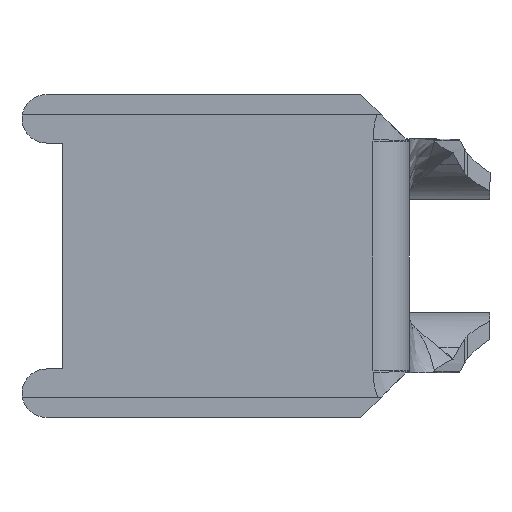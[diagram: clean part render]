
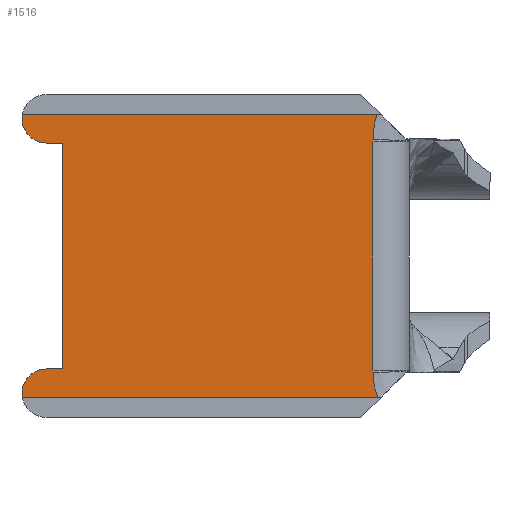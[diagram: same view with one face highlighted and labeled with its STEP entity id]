
A CAD part, left-side view. The second image highlights one B-rep face of the part: STEP entity #1516.
In plain terms, the highlighted planar face has unit normal (-1, 0, 0).
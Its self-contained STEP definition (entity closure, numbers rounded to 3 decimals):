
#14 = CARTESIAN_POINT ( 'NONE',  ( -4., 2.499, 31.896 ) ) ;
#48 = CIRCLE ( 'NONE', #1524, 3. ) ;
#50 = CARTESIAN_POINT ( 'NONE',  ( -4., 41., 31.5 ) ) ;
#76 = CARTESIAN_POINT ( 'NONE',  ( -4., 45.958, 35. ) ) ;
#129 = CARTESIAN_POINT ( 'NONE',  ( -4., 2.5, 31.732 ) ) ;
#131 = DIRECTION ( 'NONE',  ( 0., -1., 0. ) ) ;
#177 = CARTESIAN_POINT ( 'NONE',  ( -4., 46., 34.5 ) ) ;
#220 = DIRECTION ( 'NONE',  ( 0., 1., 0. ) ) ;
#259 = DIRECTION ( 'NONE',  ( 0., -1., 0. ) ) ;
#304 = DIRECTION ( 'NONE',  ( -1., 0., 0. ) ) ;
#404 = CARTESIAN_POINT ( 'NONE',  ( -4., -12., 31.5 ) ) ;
#467 = AXIS2_PLACEMENT_3D ( 'NONE', #3676, #2898, #4150 ) ;
#505 = VERTEX_POINT ( 'NONE', #5017 ) ;
#549 = ORIENTED_EDGE ( 'NONE', *, *, #3396, .T. ) ;
#723 = DIRECTION ( 'NONE',  ( 0., 1., 0. ) ) ;
#728 = DIRECTION ( 'NONE',  ( 0., 1., 0. ) ) ;
#819 = LINE ( 'NONE', #3872, #5163 ) ;
#850 = DIRECTION ( 'NONE',  ( 0., -1., 0. ) ) ;
#917 = CARTESIAN_POINT ( 'NONE',  ( -4., -12., 0. ) ) ;
#996 = ORIENTED_EDGE ( 'NONE', *, *, #4572, .T. ) ;
#1082 = CARTESIAN_POINT ( 'NONE',  ( -4., 2.012, 35. ) ) ;
#1115 = CARTESIAN_POINT ( 'NONE',  ( -4., -12., 35. ) ) ;
#1313 = CIRCLE ( 'NONE', #4125, 3. ) ;
#1331 = VERTEX_POINT ( 'NONE', #76 ) ;
#1399 = DIRECTION ( 'NONE',  ( -1., 0., 0. ) ) ;
#1410 = CARTESIAN_POINT ( 'NONE',  ( -4., 2.254, 1.004 ) ) ;
#1445 = EDGE_CURVE ( 'NONE', #1593, #2947, #3049, .T. ) ;
#1466 = CARTESIAN_POINT ( 'NONE',  ( -4., 2.494, 32.424 ) ) ;
#1516 = ADVANCED_FACE ( 'NONE', ( #5102 ), #3221, .F. ) ;
#1524 = AXIS2_PLACEMENT_3D ( 'NONE', #4396, #1399, #3142 ) ;
#1533 = ORIENTED_EDGE ( 'NONE', *, *, #2283, .T. ) ;
#1548 = ORIENTED_EDGE ( 'NONE', *, *, #2944, .F. ) ;
#1562 = CARTESIAN_POINT ( 'NONE',  ( -4., 2.012, 35. ) ) ;
#1587 = VECTOR ( 'NONE', #131, 1000. ) ;
#1593 = VERTEX_POINT ( 'NONE', #4474 ) ;
#1791 = CARTESIAN_POINT ( 'NONE',  ( -4., 2.496, 2.836 ) ) ;
#1834 = LINE ( 'NONE', #2295, #4231 ) ;
#1990 = CARTESIAN_POINT ( 'NONE',  ( -4., 43., 0.5 ) ) ;
#2061 = VERTEX_POINT ( 'NONE', #2402 ) ;
#2133 = VERTEX_POINT ( 'NONE', #50 ) ;
#2283 = EDGE_CURVE ( 'NONE', #505, #2947, #4367, .T. ) ;
#2289 = EDGE_CURVE ( 'NONE', #2133, #2061, #819, .T. ) ;
#2294 = EDGE_CURVE ( 'NONE', #4854, #3076, #48, .T. ) ;
#2295 = CARTESIAN_POINT ( 'NONE',  ( -4., -12., 35. ) ) ;
#2364 = LINE ( 'NONE', #404, #3881 ) ;
#2402 = CARTESIAN_POINT ( 'NONE',  ( -4., 41., 3.5 ) ) ;
#2438 = CIRCLE ( 'NONE', #467, 3. ) ;
#2454 = B_SPLINE_CURVE_WITH_KNOTS ( 'NONE', 3,
 ( #4324, #3047, #3115, #4813 ),
 .UNSPECIFIED., .F., .F.,
 ( 4, 4 ),
 ( 0., 0. ),
 .UNSPECIFIED. ) ;
#2563 = LINE ( 'NONE', #2672, #2694 ) ;
#2666 = CARTESIAN_POINT ( 'NONE',  ( -4., 2.442, 2.041 ) ) ;
#2672 = CARTESIAN_POINT ( 'NONE',  ( -4., -12., 3.5 ) ) ;
#2694 = VECTOR ( 'NONE', #3097, 1000. ) ;
#2751 = EDGE_CURVE ( 'NONE', #3963, #3738, #2980, .T. ) ;
#2789 = EDGE_CURVE ( 'NONE', #3275, #3963, #4446, .T. ) ;
#2866 = EDGE_CURVE ( 'NONE', #1331, #4973, #1834, .T. ) ;
#2898 = DIRECTION ( 'NONE',  ( -1., 0., 0. ) ) ;
#2944 = EDGE_CURVE ( 'NONE', #4973, #3275, #3407, .T. ) ;
#2947 = VERTEX_POINT ( 'NONE', #4445 ) ;
#2951 = ORIENTED_EDGE ( 'NONE', *, *, #2751, .F. ) ;
#2980 = LINE ( 'NONE', #4358, #5229 ) ;
#2982 = CARTESIAN_POINT ( 'NONE',  ( -4., 43., 3.5 ) ) ;
#3047 = CARTESIAN_POINT ( 'NONE',  ( -4., 2.5, 3.268 ) ) ;
#3049 = B_SPLINE_CURVE_WITH_KNOTS ( 'NONE', 3,
 ( #3995, #1791, #5210, #2666, #3517, #1410, #4370, #5286 ),
 .UNSPECIFIED., .F., .F.,
 ( 4, 2, 2, 4 ),
 ( 0., 0.001, 0.002, 0.003 ),
 .UNSPECIFIED. ) ;
#3061 = ORIENTED_EDGE ( 'NONE', *, *, #1445, .F. ) ;
#3076 = VERTEX_POINT ( 'NONE', #5433 ) ;
#3096 = CARTESIAN_POINT ( 'NONE',  ( -4., 2.499, 31.896 ) ) ;
#3097 = DIRECTION ( 'NONE',  ( 0., 1., 0. ) ) ;
#3111 = ORIENTED_EDGE ( 'NONE', *, *, #4582, .T. ) ;
#3115 = CARTESIAN_POINT ( 'NONE',  ( -4., 2.5, 3.186 ) ) ;
#3117 = CARTESIAN_POINT ( 'NONE',  ( -4., 2.499, 31.896 ) ) ;
#3142 = DIRECTION ( 'NONE',  ( 0., 1., 0. ) ) ;
#3195 = AXIS2_PLACEMENT_3D ( 'NONE', #5193, #4403, #220 ) ;
#3221 = PLANE ( 'NONE',  #5179 ) ;
#3275 = VERTEX_POINT ( 'NONE', #14 ) ;
#3396 = EDGE_CURVE ( 'NONE', #3076, #2133, #2364, .T. ) ;
#3407 = B_SPLINE_CURVE_WITH_KNOTS ( 'NONE', 3,
 ( #1082, #4851, #5321, #4000, #1466, #3117 ),
 .UNSPECIFIED., .F., .F.,
 ( 4, 2, 4 ),
 ( 0., 0.002, 0.003 ),
 .UNSPECIFIED. ) ;
#3517 = CARTESIAN_POINT ( 'NONE',  ( -4., 2.406, 1.779 ) ) ;
#3578 = ORIENTED_EDGE ( 'NONE', *, *, #2866, .F. ) ;
#3585 = DIRECTION ( 'NONE',  ( 1., 0., 0. ) ) ;
#3676 = CARTESIAN_POINT ( 'NONE',  ( -4., 43., 34.5 ) ) ;
#3738 = VERTEX_POINT ( 'NONE', #4883 ) ;
#3868 = CARTESIAN_POINT ( 'NONE',  ( -4., 2.5, 31.814 ) ) ;
#3872 = CARTESIAN_POINT ( 'NONE',  ( -4., 41., 35. ) ) ;
#3881 = VECTOR ( 'NONE', #850, 1000. ) ;
#3883 = DIRECTION ( 'NONE',  ( 0., 0., -1. ) ) ;
#3889 = DIRECTION ( 'NONE',  ( 0., 0., -1. ) ) ;
#3947 = CIRCLE ( 'NONE', #3195, 3. ) ;
#3963 = VERTEX_POINT ( 'NONE', #4480 ) ;
#3995 = CARTESIAN_POINT ( 'NONE',  ( -4., 2.499, 3.104 ) ) ;
#4000 = CARTESIAN_POINT ( 'NONE',  ( -4., 2.465, 32.953 ) ) ;
#4028 = EDGE_CURVE ( 'NONE', #4651, #4066, #3947, .T. ) ;
#4031 = ORIENTED_EDGE ( 'NONE', *, *, #2789, .F. ) ;
#4066 = VERTEX_POINT ( 'NONE', #5300 ) ;
#4125 = AXIS2_PLACEMENT_3D ( 'NONE', #1990, #304, #723 ) ;
#4150 = DIRECTION ( 'NONE',  ( 0., 1., 0. ) ) ;
#4192 = ORIENTED_EDGE ( 'NONE', *, *, #2294, .T. ) ;
#4203 = ORIENTED_EDGE ( 'NONE', *, *, #4028, .T. ) ;
#4231 = VECTOR ( 'NONE', #259, 1000. ) ;
#4309 = CARTESIAN_POINT ( 'NONE',  ( -4., 2.5, 31.65 ) ) ;
#4324 = CARTESIAN_POINT ( 'NONE',  ( -4., 2.5, 3.35 ) ) ;
#4358 = CARTESIAN_POINT ( 'NONE',  ( -4., 2.5, 37.5 ) ) ;
#4364 = ORIENTED_EDGE ( 'NONE', *, *, #5350, .T. ) ;
#4367 = LINE ( 'NONE', #917, #1587 ) ;
#4370 = CARTESIAN_POINT ( 'NONE',  ( -4., 2.092, 0.498 ) ) ;
#4396 = CARTESIAN_POINT ( 'NONE',  ( -4., 43., 34.5 ) ) ;
#4403 = DIRECTION ( 'NONE',  ( -1., 0., 0. ) ) ;
#4445 = CARTESIAN_POINT ( 'NONE',  ( -4., 1.893, 0. ) ) ;
#4446 = B_SPLINE_CURVE_WITH_KNOTS ( 'NONE', 3,
 ( #3096, #3868, #129, #4309 ),
 .UNSPECIFIED., .F., .F.,
 ( 4, 4 ),
 ( 0., 0. ),
 .UNSPECIFIED. ) ;
#4474 = CARTESIAN_POINT ( 'NONE',  ( -4., 2.499, 3.104 ) ) ;
#4480 = CARTESIAN_POINT ( 'NONE',  ( -4., 2.5, 31.65 ) ) ;
#4572 = EDGE_CURVE ( 'NONE', #1331, #4854, #2438, .T. ) ;
#4582 = EDGE_CURVE ( 'NONE', #4066, #505, #1313, .T. ) ;
#4651 = VERTEX_POINT ( 'NONE', #2982 ) ;
#4658 = ORIENTED_EDGE ( 'NONE', *, *, #4804, .F. ) ;
#4804 = EDGE_CURVE ( 'NONE', #3738, #1593, #2454, .T. ) ;
#4813 = CARTESIAN_POINT ( 'NONE',  ( -4., 2.499, 3.104 ) ) ;
#4851 = CARTESIAN_POINT ( 'NONE',  ( -4., 2.184, 34.501 ) ) ;
#4854 = VERTEX_POINT ( 'NONE', #177 ) ;
#4883 = CARTESIAN_POINT ( 'NONE',  ( -4., 2.5, 3.35 ) ) ;
#4973 = VERTEX_POINT ( 'NONE', #1562 ) ;
#5017 = CARTESIAN_POINT ( 'NONE',  ( -4., 45.958, 0. ) ) ;
#5102 = FACE_OUTER_BOUND ( 'NONE', #5386, .T. ) ;
#5163 = VECTOR ( 'NONE', #3889, 1000. ) ;
#5179 = AXIS2_PLACEMENT_3D ( 'NONE', #1115, #3585, #728 ) ;
#5193 = CARTESIAN_POINT ( 'NONE',  ( -4., 43., 0.5 ) ) ;
#5210 = CARTESIAN_POINT ( 'NONE',  ( -4., 2.487, 2.569 ) ) ;
#5229 = VECTOR ( 'NONE', #3883, 1000. ) ;
#5273 = ORIENTED_EDGE ( 'NONE', *, *, #2289, .T. ) ;
#5286 = CARTESIAN_POINT ( 'NONE',  ( -4., 1.893, 0. ) ) ;
#5300 = CARTESIAN_POINT ( 'NONE',  ( -4., 46., 0.5 ) ) ;
#5321 = CARTESIAN_POINT ( 'NONE',  ( -4., 2.309, 33.991 ) ) ;
#5350 = EDGE_CURVE ( 'NONE', #2061, #4651, #2563, .T. ) ;
#5386 = EDGE_LOOP ( 'NONE', ( #4364, #4203, #3111, #1533, #3061, #4658, #2951, #4031, #1548, #3578, #996, #4192, #549, #5273 ) ) ;
#5433 = CARTESIAN_POINT ( 'NONE',  ( -4., 43., 31.5 ) ) ;
